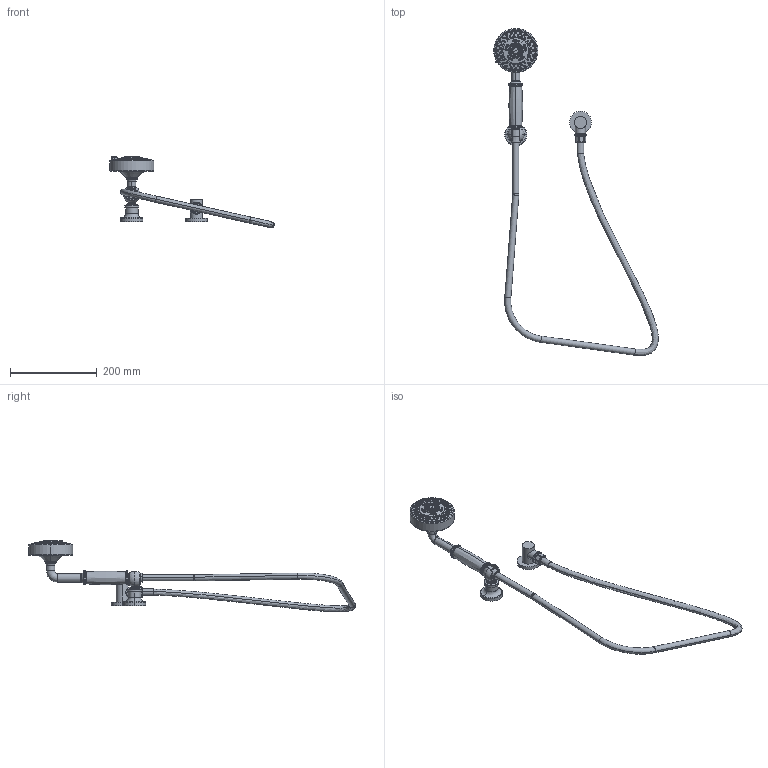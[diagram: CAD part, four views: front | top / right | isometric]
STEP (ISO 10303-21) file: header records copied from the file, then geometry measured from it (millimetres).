
FILE_DESCRIPTION((''),'2;1');
FILE_NAME('280H','2020-12-10T16:57:33',('jinson.thomas'),(''),'CREO PARAMETRIC BY PTC INC, 2018400','CREO PARAMETRIC BY PTC INC, 2018400','');
FILE_SCHEMA(('CONFIG_CONTROL_DESIGN'));
Length unit declared in the file: inch
Products named in the file (1): 280H
Bounding box: 378.49 x 751.97 x 164.56 mm (x, y, z)
Volume: 683639 mm3; surface area: 129479.2 mm2
Topology: 2 solids, 2 shells, 1154 faces, 2409 edges, 1423 vertices
Faces by surface type: torus 374, cone 302, cylinder 212, plane 144, sphere 64, bspline 58
Entity records: 42891 total; most frequent: CARTESIAN_POINT 18347, DIRECTION 5500, ORIENTED_EDGE 4804, AXIS2_PLACEMENT_3D 2477, EDGE_CURVE 2402, VERTEX_POINT 1423, CIRCLE 1381, EDGE_LOOP 1325
